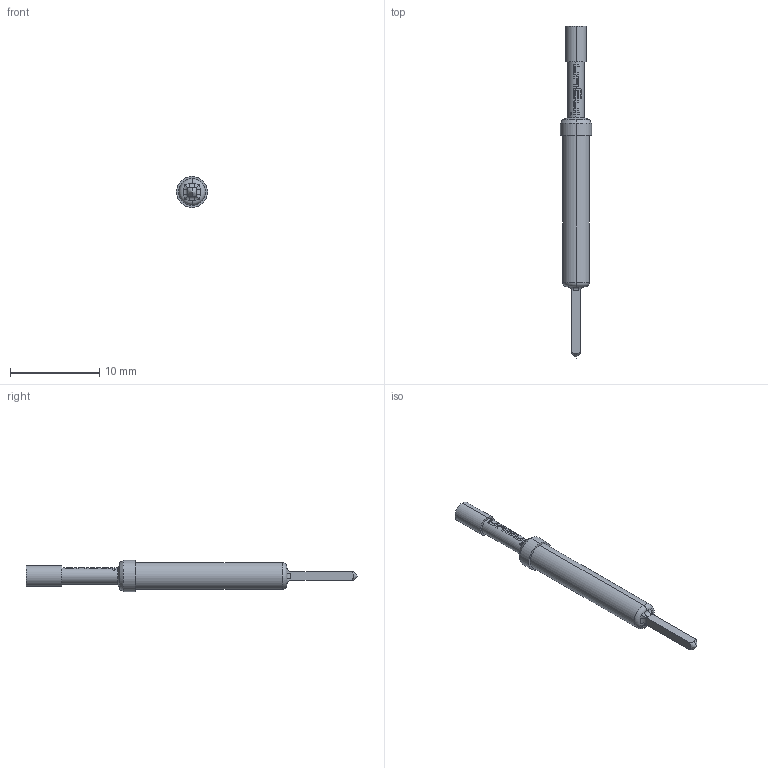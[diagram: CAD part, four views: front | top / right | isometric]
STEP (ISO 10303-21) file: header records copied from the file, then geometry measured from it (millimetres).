
FILE_DESCRIPTION (( 'STEP AP203' ), '1' );
FILE_NAME ('INGUN_GKS-103_102_230_A_xx02_W.STEP', '2021-12-14T13:57:39', ( 'ochi' ), ( '' ), 'SwSTEP 2.0', 'SolidWorks 2018', '' );
FILE_SCHEMA (( 'CONFIG_CONTROL_DESIGN' ));
Length unit declared in the file: millimetre
Products named in the file (1): INGUN_GKS-103_102_230_A_xx02_W
Bounding box: 3.5 x 37.3 x 3.5 mm (x, y, z)
Volume: 177.7 mm3; surface area: 292.4 mm2
Topology: 1 solids, 1 shells, 120 faces, 332 edges, 215 vertices
Faces by surface type: bspline 50, cylinder 31, plane 31, cone 6, torus 2
Entity records: 5296 total; most frequent: CARTESIAN_POINT 2787, ORIENTED_EDGE 660, EDGE_CURVE 330, DIRECTION 262, B_SPLINE_CURVE_WITH_KNOTS 248, VERTEX_POINT 215, EDGE_LOOP 123, FACE_OUTER_BOUND 120
